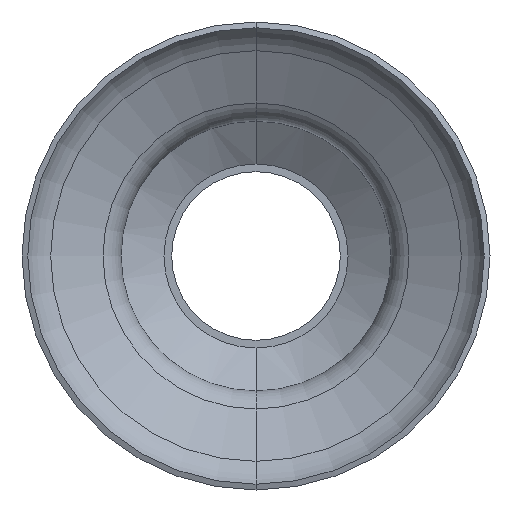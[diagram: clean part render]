
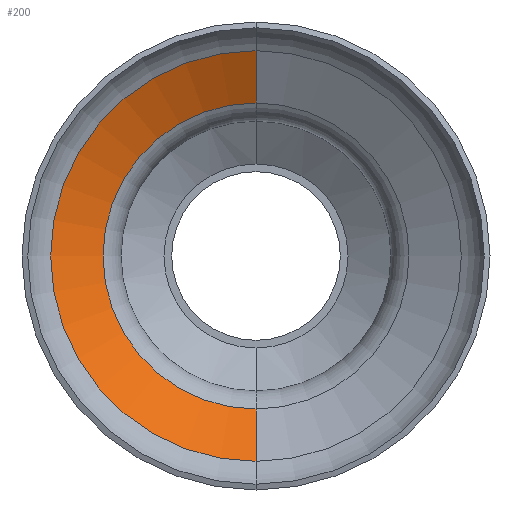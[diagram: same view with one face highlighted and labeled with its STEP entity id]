
A CAD part, front view. The second image highlights one B-rep face of the part: STEP entity #200.
In plain terms, the highlighted conical face has half-angle 61.372 degrees and reference radius 9.977 mm.
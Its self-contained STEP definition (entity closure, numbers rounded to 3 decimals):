
#200=ADVANCED_FACE('',(#484),#485,.F.);
#484=FACE_OUTER_BOUND('',#848,.T.);
#485=CONICAL_SURFACE('',#849,9.977,1.071);
#848=EDGE_LOOP('',(#4878,#4879,#4880,#4881));
#849=AXIS2_PLACEMENT_3D('',#4882,#4883,#4884);
#4878=ORIENTED_EDGE('',*,*,#5546,.T.);
#4879=ORIENTED_EDGE('',*,*,#5659,.T.);
#4880=ORIENTED_EDGE('',*,*,#5656,.F.);
#4881=ORIENTED_EDGE('',*,*,#5660,.F.);
#4882=CARTESIAN_POINT('',(0.0,-38.25,0.0));
#4883=DIRECTION('',(0.0,-1.0,-0.0));
#4884=DIRECTION('',(0.0,0.0,-1.0));
#5546=EDGE_CURVE('',#5945,#5949,#5951,.T.);
#5656=EDGE_CURVE('',#6120,#6122,#6123,.T.);
#5659=EDGE_CURVE('',#5949,#6122,#6126,.T.);
#5660=EDGE_CURVE('',#5945,#6120,#6127,.T.);
#5945=VERTEX_POINT('',#6476);
#5949=VERTEX_POINT('',#6480);
#5951=CIRCLE('',#6482,9.977);
#6120=VERTEX_POINT('',#7100);
#6122=VERTEX_POINT('',#7102);
#6123=CIRCLE('',#7103,13.391);
#6126=LINE('',#7106,#7107);
#6127=LINE('',#7108,#7109);
#6476=CARTESIAN_POINT('',(0.,-38.25,-9.977));
#6480=CARTESIAN_POINT('',(0.0,-38.25,9.977));
#6482=AXIS2_PLACEMENT_3D('',#8564,#8565,#8566);
#7100=CARTESIAN_POINT('',(0.0,-40.114,-13.391));
#7102=CARTESIAN_POINT('',(0.,-40.114,13.391));
#7103=AXIS2_PLACEMENT_3D('',#8734,#8735,#8736);
#7106=CARTESIAN_POINT('',(0.,-38.25,9.977));
#7107=VECTOR('',#8740,1000.0);
#7108=CARTESIAN_POINT('',(0.0,-38.25,-9.977));
#7109=VECTOR('',#8741,1000.0);
#8564=CARTESIAN_POINT('',(0.0,-38.25,0.0));
#8565=DIRECTION('',(0.0,1.0,0.0));
#8566=DIRECTION('',(0.0,0.0,1.0));
#8734=CARTESIAN_POINT('',(0.0,-40.114,0.0));
#8735=DIRECTION('',(0.0,1.0,0.0));
#8736=DIRECTION('',(0.0,0.0,1.0));
#8740=DIRECTION('',(0.,-0.479,0.878));
#8741=DIRECTION('',(0.0,-0.479,-0.878));
